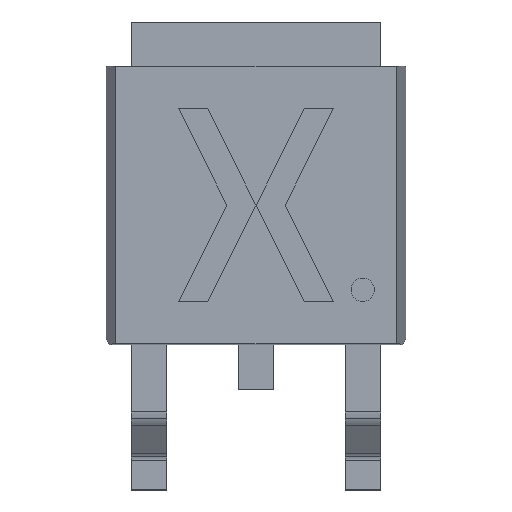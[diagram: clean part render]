
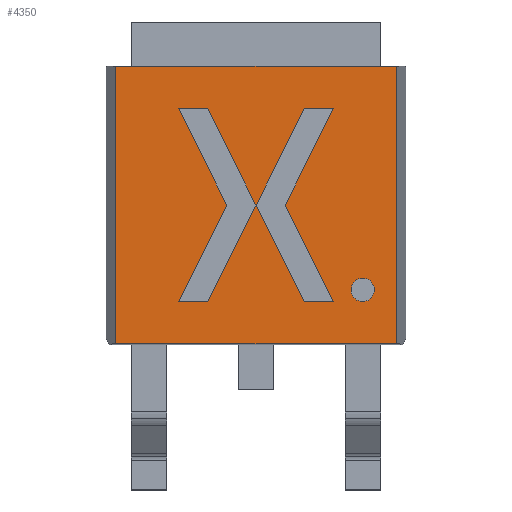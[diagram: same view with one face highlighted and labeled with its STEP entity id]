
A CAD part, top view. The second image highlights one B-rep face of the part: STEP entity #4350.
In plain terms, the highlighted planar face has unit normal (0, 0, 1).
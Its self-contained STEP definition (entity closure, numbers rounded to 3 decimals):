
#859 = VERTEX_POINT('',#860);
#860 = CARTESIAN_POINT('',(2.531,-1.978,2.3));
#866 = EDGE_CURVE('',#859,#867,#869,.T.);
#867 = VERTEX_POINT('',#868);
#868 = CARTESIAN_POINT('',(2.031,-1.978,2.3));
#869 = CIRCLE('',#870,0.25);
#870 = AXIS2_PLACEMENT_3D('',#871,#872,#873);
#871 = CARTESIAN_POINT('',(2.281,-1.978,2.3));
#872 = DIRECTION('',(-0.,0.,-1.));
#873 = DIRECTION('',(-1.,0.,0.));
#3905 = EDGE_CURVE('',#3906,#3908,#3910,.T.);
#3906 = VERTEX_POINT('',#3907);
#3907 = CARTESIAN_POINT('',(0.,-0.166,2.3));
#3908 = VERTEX_POINT('',#3909);
#3909 = CARTESIAN_POINT('',(1.031,1.897,2.3));
#3910 = LINE('',#3911,#3912);
#3911 = CARTESIAN_POINT('',(0.514,0.862,2.3));
#3912 = VECTOR('',#3913,1.);
#3913 = DIRECTION('',(0.447,0.894,0.));
#3938 = EDGE_CURVE('',#3939,#3941,#3943,.T.);
#3939 = VERTEX_POINT('',#3940);
#3940 = CARTESIAN_POINT('',(-1.031,1.897,2.3));
#3941 = VERTEX_POINT('',#3942);
#3942 = CARTESIAN_POINT('',(0.,-0.166,2.3));
#3943 = LINE('',#3944,#3945);
#3944 = CARTESIAN_POINT('',(-0.514,0.862,2.3));
#3945 = VECTOR('',#3946,1.);
#3946 = DIRECTION('',(0.447,-0.894,0.));
#3971 = EDGE_CURVE('',#3972,#3974,#3976,.T.);
#3972 = VERTEX_POINT('',#3973);
#3973 = CARTESIAN_POINT('',(-1.031,-2.228,2.3));
#3974 = VERTEX_POINT('',#3975);
#3975 = CARTESIAN_POINT('',(-1.656,-2.228,2.3));
#3976 = LINE('',#3977,#3978);
#3977 = CARTESIAN_POINT('',(-0.828,-2.228,2.3));
#3978 = VECTOR('',#3979,1.);
#3979 = DIRECTION('',(-1.,0.,0.));
#4011 = EDGE_CURVE('',#3941,#3972,#4012,.T.);
#4012 = LINE('',#4013,#4014);
#4013 = CARTESIAN_POINT('',(-0.002,-0.169,2.3));
#4014 = VECTOR('',#4015,1.);
#4015 = DIRECTION('',(-0.447,-0.894,0.));
#4038 = EDGE_CURVE('',#4039,#3906,#4041,.T.);
#4039 = VERTEX_POINT('',#4040);
#4040 = CARTESIAN_POINT('',(1.031,-2.228,2.3));
#4041 = LINE('',#4042,#4043);
#4042 = CARTESIAN_POINT('',(0.002,-0.169,2.3));
#4043 = VECTOR('',#4044,1.);
#4044 = DIRECTION('',(-0.447,0.894,0.));
#4062 = EDGE_CURVE('',#4063,#4039,#4065,.T.);
#4063 = VERTEX_POINT('',#4064);
#4064 = CARTESIAN_POINT('',(1.656,-2.228,2.3));
#4065 = LINE('',#4066,#4067);
#4066 = CARTESIAN_POINT('',(0.516,-2.228,2.3));
#4067 = VECTOR('',#4068,1.);
#4068 = DIRECTION('',(-1.,0.,0.));
#4086 = EDGE_CURVE('',#4087,#4063,#4089,.T.);
#4087 = VERTEX_POINT('',#4088);
#4088 = CARTESIAN_POINT('',(0.625,-0.166,2.3));
#4089 = LINE('',#4090,#4091);
#4090 = CARTESIAN_POINT('',(1.08,-1.076,2.3));
#4091 = VECTOR('',#4092,1.);
#4092 = DIRECTION('',(0.447,-0.894,0.));
#4110 = EDGE_CURVE('',#4111,#4087,#4113,.T.);
#4111 = VERTEX_POINT('',#4112);
#4112 = CARTESIAN_POINT('',(1.656,1.897,2.3));
#4113 = LINE('',#4114,#4115);
#4114 = CARTESIAN_POINT('',(0.561,-0.294,2.3));
#4115 = VECTOR('',#4116,1.);
#4116 = DIRECTION('',(-0.447,-0.894,0.));
#4134 = EDGE_CURVE('',#3908,#4111,#4135,.T.);
#4135 = LINE('',#4136,#4137);
#4136 = CARTESIAN_POINT('',(0.516,1.897,2.3));
#4137 = VECTOR('',#4138,1.);
#4138 = DIRECTION('',(1.,0.,0.));
#4151 = EDGE_CURVE('',#867,#859,#4152,.T.);
#4152 = CIRCLE('',#4153,0.25);
#4153 = AXIS2_PLACEMENT_3D('',#4154,#4155,#4156);
#4154 = CARTESIAN_POINT('',(2.281,-1.978,2.3));
#4155 = DIRECTION('',(-0.,0.,-1.));
#4156 = DIRECTION('',(-1.,0.,0.));
#4170 = VERTEX_POINT('',#4171);
#4171 = CARTESIAN_POINT('',(3.001,-3.131,2.3));
#4177 = EDGE_CURVE('',#4178,#4170,#4180,.T.);
#4178 = VERTEX_POINT('',#4179);
#4179 = CARTESIAN_POINT('',(-3.001,-3.131,2.3));
#4180 = LINE('',#4181,#4182);
#4181 = CARTESIAN_POINT('',(0.,-3.131,2.3));
#4182 = VECTOR('',#4183,1.);
#4183 = DIRECTION('',(1.,0.,0.));
#4203 = EDGE_CURVE('',#4204,#4178,#4206,.T.);
#4204 = VERTEX_POINT('',#4205);
#4205 = CARTESIAN_POINT('',(-3.001,2.8,2.3));
#4206 = LINE('',#4207,#4208);
#4207 = CARTESIAN_POINT('',(-3.001,0.316,2.3));
#4208 = VECTOR('',#4209,1.);
#4209 = DIRECTION('',(0.,-1.,0.));
#4231 = EDGE_CURVE('',#4232,#4204,#4234,.T.);
#4232 = VERTEX_POINT('',#4233);
#4233 = CARTESIAN_POINT('',(3.001,2.8,2.3));
#4234 = LINE('',#4235,#4236);
#4235 = CARTESIAN_POINT('',(0.,2.8,2.3));
#4236 = VECTOR('',#4237,1.);
#4237 = DIRECTION('',(-1.,0.,0.));
#4255 = EDGE_CURVE('',#4170,#4232,#4256,.T.);
#4256 = LINE('',#4257,#4258);
#4257 = CARTESIAN_POINT('',(3.001,0.316,2.3));
#4258 = VECTOR('',#4259,1.);
#4259 = DIRECTION('',(0.,1.,0.));
#4273 = EDGE_CURVE('',#4274,#3939,#4276,.T.);
#4274 = VERTEX_POINT('',#4275);
#4275 = CARTESIAN_POINT('',(-1.656,1.897,2.3));
#4276 = LINE('',#4277,#4278);
#4277 = CARTESIAN_POINT('',(-0.828,1.897,2.3));
#4278 = VECTOR('',#4279,1.);
#4279 = DIRECTION('',(1.,0.,0.));
#4330 = EDGE_CURVE('',#3974,#4331,#4333,.T.);
#4331 = VERTEX_POINT('',#4332);
#4332 = CARTESIAN_POINT('',(-0.625,-0.166,2.3));
#4333 = LINE('',#4334,#4335);
#4334 = CARTESIAN_POINT('',(-1.08,-1.076,2.3));
#4335 = VECTOR('',#4336,1.);
#4336 = DIRECTION('',(0.447,0.894,0.));
#4350 = ADVANCED_FACE('',(#4351,#4357,#4361,#4369),#4382,.T.);
#4351 = FACE_BOUND('',#4352,.T.);
#4352 = EDGE_LOOP('',(#4353,#4354,#4355,#4356));
#4353 = ORIENTED_EDGE('',*,*,#4255,.T.);
#4354 = ORIENTED_EDGE('',*,*,#4231,.T.);
#4355 = ORIENTED_EDGE('',*,*,#4203,.T.);
#4356 = ORIENTED_EDGE('',*,*,#4177,.T.);
#4357 = FACE_BOUND('',#4358,.T.);
#4358 = EDGE_LOOP('',(#4359,#4360));
#4359 = ORIENTED_EDGE('',*,*,#866,.T.);
#4360 = ORIENTED_EDGE('',*,*,#4151,.T.);
#4361 = FACE_BOUND('',#4362,.T.);
#4362 = EDGE_LOOP('',(#4363,#4364,#4365,#4366,#4367,#4368));
#4363 = ORIENTED_EDGE('',*,*,#4038,.T.);
#4364 = ORIENTED_EDGE('',*,*,#3905,.T.);
#4365 = ORIENTED_EDGE('',*,*,#4134,.T.);
#4366 = ORIENTED_EDGE('',*,*,#4110,.T.);
#4367 = ORIENTED_EDGE('',*,*,#4086,.T.);
#4368 = ORIENTED_EDGE('',*,*,#4062,.T.);
#4369 = FACE_BOUND('',#4370,.T.);
#4370 = EDGE_LOOP('',(#4371,#4372,#4373,#4374,#4380,#4381));
#4371 = ORIENTED_EDGE('',*,*,#4011,.T.);
#4372 = ORIENTED_EDGE('',*,*,#3971,.T.);
#4373 = ORIENTED_EDGE('',*,*,#4330,.T.);
#4374 = ORIENTED_EDGE('',*,*,#4375,.T.);
#4375 = EDGE_CURVE('',#4331,#4274,#4376,.T.);
#4376 = LINE('',#4377,#4378);
#4377 = CARTESIAN_POINT('',(-0.561,-0.294,2.3));
#4378 = VECTOR('',#4379,1.);
#4379 = DIRECTION('',(-0.447,0.894,0.));
#4380 = ORIENTED_EDGE('',*,*,#4273,.T.);
#4381 = ORIENTED_EDGE('',*,*,#3938,.T.);
#4382 = PLANE('',#4383);
#4383 = AXIS2_PLACEMENT_3D('',#4384,#4385,#4386);
#4384 = CARTESIAN_POINT('',(0.,-0.175,2.3));
#4385 = DIRECTION('',(0.,0.,1.));
#4386 = DIRECTION('',(1.,0.,0.));
